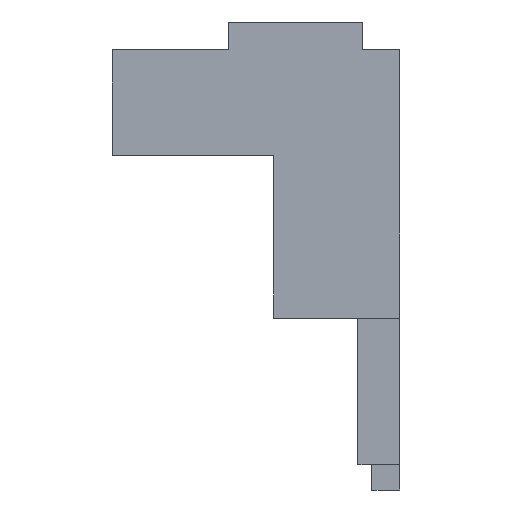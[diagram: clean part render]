
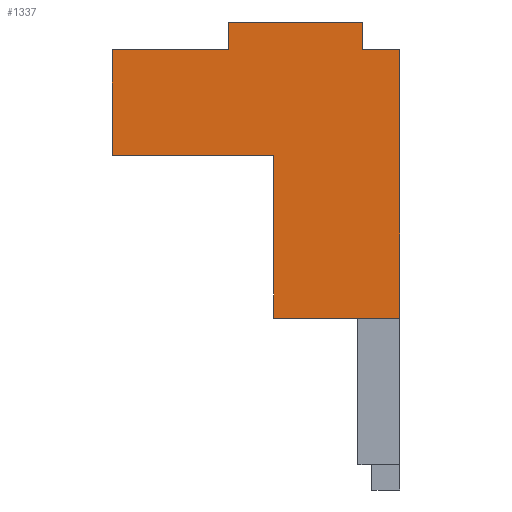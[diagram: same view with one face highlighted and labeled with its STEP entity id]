
A CAD part, left-side view. The second image highlights one B-rep face of the part: STEP entity #1337.
In plain terms, the highlighted planar face has unit normal (-1, 0, 0).
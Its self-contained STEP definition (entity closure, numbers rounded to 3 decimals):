
#1278=AXIS2_PLACEMENT_3D('Plane Axis2P3D',#1275,#1276,#1277) ;
#871=CARTESIAN_POINT('Vertex',(0.,13.6,36.1)) ;
#874=CARTESIAN_POINT('Line Origine',(0.,22.3,36.1)) ;
#878=CARTESIAN_POINT('Vertex',(0.,31.,36.1)) ;
#1068=CARTESIAN_POINT('Line Origine',(0.,11.25,50.5)) ;
#1072=CARTESIAN_POINT('Vertex',(0.,18.5,50.5)) ;
#1074=CARTESIAN_POINT('Vertex',(0.,4.,50.5)) ;
#1237=CARTESIAN_POINT('Line Origine',(0.,13.6,27.325)) ;
#1241=CARTESIAN_POINT('Vertex',(0.,13.6,18.55)) ;
#1275=CARTESIAN_POINT('Axis2P3D Location',(0.,-0.5,47.55)) ;
#1280=CARTESIAN_POINT('Line Origine',(0.,4.,49.)) ;
#1284=CARTESIAN_POINT('Vertex',(0.,4.,47.5)) ;
#1287=CARTESIAN_POINT('Line Origine',(0.,18.5,49.)) ;
#1291=CARTESIAN_POINT('Vertex',(0.,18.5,47.5)) ;
#1294=CARTESIAN_POINT('Line Origine',(0.,24.75,47.5)) ;
#1298=CARTESIAN_POINT('Vertex',(0.,31.,47.5)) ;
#1301=CARTESIAN_POINT('Line Origine',(0.,31.,41.8)) ;
#1306=CARTESIAN_POINT('Line Origine',(0.,6.8,18.55)) ;
#1310=CARTESIAN_POINT('Vertex',(0.,0.,18.55)) ;
#1313=CARTESIAN_POINT('Line Origine',(0.,0.,33.025)) ;
#1317=CARTESIAN_POINT('Vertex',(0.,0.,47.5)) ;
#1320=CARTESIAN_POINT('Line Origine',(0.,2.,47.5)) ;
#875=DIRECTION('Vector Direction',(0.,1.,0.)) ;
#1069=DIRECTION('Vector Direction',(0.,-1.,0.)) ;
#1238=DIRECTION('Vector Direction',(0.,0.,1.)) ;
#1276=DIRECTION('Axis2P3D Direction',(-1.,0.,0.)) ;
#1277=DIRECTION('Axis2P3D XDirection',(0.,0.,-1.)) ;
#1281=DIRECTION('Vector Direction',(0.,0.,-1.)) ;
#1288=DIRECTION('Vector Direction',(0.,0.,1.)) ;
#1295=DIRECTION('Vector Direction',(0.,-1.,0.)) ;
#1302=DIRECTION('Vector Direction',(0.,0.,1.)) ;
#1307=DIRECTION('Vector Direction',(0.,1.,0.)) ;
#1314=DIRECTION('Vector Direction',(0.,0.,1.)) ;
#1321=DIRECTION('Vector Direction',(0.,-1.,0.)) ;
#876=VECTOR('Line Direction',#875,1.) ;
#1070=VECTOR('Line Direction',#1069,1.) ;
#1239=VECTOR('Line Direction',#1238,1.) ;
#1282=VECTOR('Line Direction',#1281,1.) ;
#1289=VECTOR('Line Direction',#1288,1.) ;
#1296=VECTOR('Line Direction',#1295,1.) ;
#1303=VECTOR('Line Direction',#1302,1.) ;
#1308=VECTOR('Line Direction',#1307,1.) ;
#1315=VECTOR('Line Direction',#1314,1.) ;
#1322=VECTOR('Line Direction',#1321,1.) ;
#1326=ORIENTED_EDGE('',*,*,#1286,.F.) ;
#1327=ORIENTED_EDGE('',*,*,#1076,.F.) ;
#1328=ORIENTED_EDGE('',*,*,#1293,.F.) ;
#1329=ORIENTED_EDGE('',*,*,#1300,.F.) ;
#1330=ORIENTED_EDGE('',*,*,#1305,.F.) ;
#1331=ORIENTED_EDGE('',*,*,#880,.F.) ;
#1332=ORIENTED_EDGE('',*,*,#1243,.F.) ;
#1333=ORIENTED_EDGE('',*,*,#1312,.F.) ;
#1334=ORIENTED_EDGE('',*,*,#1319,.T.) ;
#1335=ORIENTED_EDGE('',*,*,#1324,.F.) ;
#1337=ADVANCED_FACE('COVER',(#1336),#1279,.T.) ;
#880=EDGE_CURVE('',#872,#879,#877,.T.) ;
#1076=EDGE_CURVE('',#1073,#1075,#1071,.T.) ;
#1243=EDGE_CURVE('',#1242,#872,#1240,.T.) ;
#1286=EDGE_CURVE('',#1075,#1285,#1283,.T.) ;
#1293=EDGE_CURVE('',#1292,#1073,#1290,.T.) ;
#1300=EDGE_CURVE('',#1299,#1292,#1297,.T.) ;
#1305=EDGE_CURVE('',#879,#1299,#1304,.T.) ;
#1312=EDGE_CURVE('',#1311,#1242,#1309,.T.) ;
#1319=EDGE_CURVE('',#1311,#1318,#1316,.T.) ;
#1324=EDGE_CURVE('',#1285,#1318,#1323,.T.) ;
#1325=EDGE_LOOP('',(#1326,#1327,#1328,#1329,#1330,#1331,#1332,#1333,#1334,#1335)) ;
#1336=FACE_OUTER_BOUND('',#1325,.T.) ;
#877=LINE('Line',#874,#876) ;
#1071=LINE('Line',#1068,#1070) ;
#1240=LINE('Line',#1237,#1239) ;
#1283=LINE('Line',#1280,#1282) ;
#1290=LINE('Line',#1287,#1289) ;
#1297=LINE('Line',#1294,#1296) ;
#1304=LINE('Line',#1301,#1303) ;
#1309=LINE('Line',#1306,#1308) ;
#1316=LINE('Line',#1313,#1315) ;
#1323=LINE('Line',#1320,#1322) ;
#1279=PLANE('',#1278) ;
#872=VERTEX_POINT('',#871) ;
#879=VERTEX_POINT('',#878) ;
#1073=VERTEX_POINT('',#1072) ;
#1075=VERTEX_POINT('',#1074) ;
#1242=VERTEX_POINT('',#1241) ;
#1285=VERTEX_POINT('',#1284) ;
#1292=VERTEX_POINT('',#1291) ;
#1299=VERTEX_POINT('',#1298) ;
#1311=VERTEX_POINT('',#1310) ;
#1318=VERTEX_POINT('',#1317) ;
